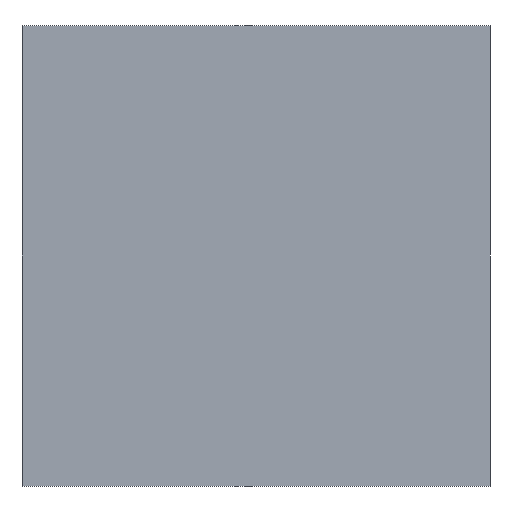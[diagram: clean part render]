
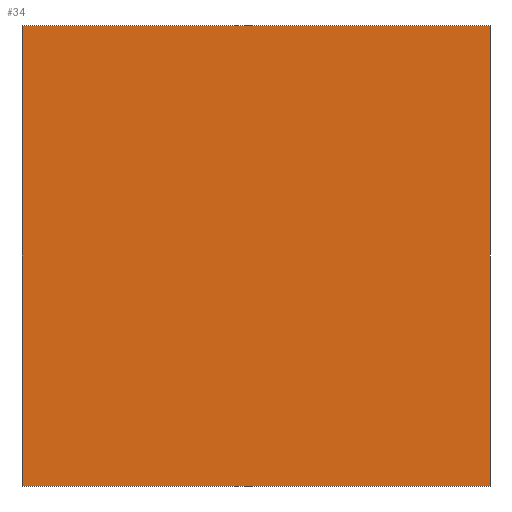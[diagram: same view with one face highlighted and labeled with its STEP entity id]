
A CAD part, front view. The second image highlights one B-rep face of the part: STEP entity #34.
In plain terms, the highlighted planar face has unit normal (0, -1, 0).
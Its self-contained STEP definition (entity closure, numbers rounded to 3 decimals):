
#1 = VECTOR ( 'NONE', #198, 1000. ) ;
#8 = ORIENTED_EDGE ( 'NONE', *, *, #122, .T. ) ;
#18 = DIRECTION ( 'NONE',  ( 0., 0., -1. ) ) ;
#21 = CARTESIAN_POINT ( 'NONE',  ( -0.4, -0.8, 0. ) ) ;
#26 = VERTEX_POINT ( 'NONE', #104 ) ;
#33 = LINE ( 'NONE', #118, #196 ) ;
#34 = ADVANCED_FACE ( 'NONE', ( #82 ), #207, .T. ) ;
#37 = DIRECTION ( 'NONE',  ( -1., 0., 0. ) ) ;
#46 = CARTESIAN_POINT ( 'NONE',  ( -0.4, -0.8, 0.787 ) ) ;
#52 = AXIS2_PLACEMENT_3D ( 'NONE', #78, #136, #18 ) ;
#63 = CARTESIAN_POINT ( 'NONE',  ( 0.4, -0.8, 0.787 ) ) ;
#75 = ORIENTED_EDGE ( 'NONE', *, *, #188, .T. ) ;
#78 = CARTESIAN_POINT ( 'NONE',  ( 0.4, -0.8, 0. ) ) ;
#82 = FACE_OUTER_BOUND ( 'NONE', #225, .T. ) ;
#93 = VECTOR ( 'NONE', #119, 1000. ) ;
#101 = DIRECTION ( 'NONE',  ( 0., 0., 1. ) ) ;
#104 = CARTESIAN_POINT ( 'NONE',  ( 0.4, -0.8, 0.787 ) ) ;
#112 = VECTOR ( 'NONE', #37, 1000. ) ;
#114 = VERTEX_POINT ( 'NONE', #233 ) ;
#118 = CARTESIAN_POINT ( 'NONE',  ( 0.4, -0.8, 0. ) ) ;
#119 = DIRECTION ( 'NONE',  ( -1., 0., 0. ) ) ;
#122 = EDGE_CURVE ( 'NONE', #26, #131, #191, .T. ) ;
#131 = VERTEX_POINT ( 'NONE', #46 ) ;
#136 = DIRECTION ( 'NONE',  ( 0., -1., 0. ) ) ;
#141 = LINE ( 'NONE', #158, #112 ) ;
#142 = LINE ( 'NONE', #21, #1 ) ;
#148 = EDGE_CURVE ( 'NONE', #224, #114, #141, .T. ) ;
#158 = CARTESIAN_POINT ( 'NONE',  ( 0.4, -0.8, 0. ) ) ;
#185 = ORIENTED_EDGE ( 'NONE', *, *, #148, .F. ) ;
#188 = EDGE_CURVE ( 'NONE', #224, #26, #33, .T. ) ;
#191 = LINE ( 'NONE', #63, #93 ) ;
#196 = VECTOR ( 'NONE', #101, 1000. ) ;
#198 = DIRECTION ( 'NONE',  ( 0., 0., 1. ) ) ;
#206 = ORIENTED_EDGE ( 'NONE', *, *, #219, .F. ) ;
#207 = PLANE ( 'NONE',  #52 ) ;
#218 = CARTESIAN_POINT ( 'NONE',  ( 0.4, -0.8, 0. ) ) ;
#219 = EDGE_CURVE ( 'NONE', #114, #131, #142, .T. ) ;
#224 = VERTEX_POINT ( 'NONE', #218 ) ;
#225 = EDGE_LOOP ( 'NONE', ( #75, #8, #206, #185 ) ) ;
#233 = CARTESIAN_POINT ( 'NONE',  ( -0.4, -0.8, 0. ) ) ;
